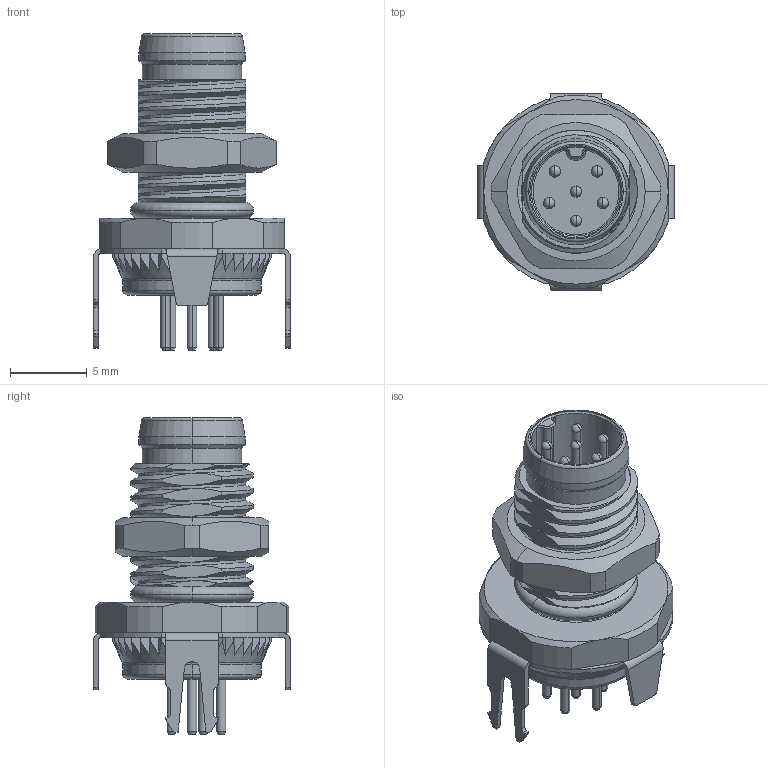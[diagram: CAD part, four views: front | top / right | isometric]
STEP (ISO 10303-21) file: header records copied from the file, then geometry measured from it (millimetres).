
FILE_DESCRIPTION((''),'2;1');
FILE_NAME('PRT0001226_6','2025-09-23T',('gongcheng16'),(''),'PRO/ENGINEER BY PARAMETRIC TECHNOLOGY CORPORATION, 2010280','PRO/ENGINEER BY PARAMETRIC TECHNOLOGY CORPORATION, 2010280','');
FILE_SCHEMA(('CONFIG_CONTROL_DESIGN'));
Length unit declared in the file: millimetre
Products named in the file (1): PRT0001226_6
Bounding box: 12.8 x 12.8 x 20.6 mm (x, y, z)
Volume: 359.3 mm3; surface area: 2709.7 mm2
Topology: 1 solids, 12 shells, 733 faces, 1832 edges, 1154 vertices
Faces by surface type: plane 312, cylinder 252, cone 94, bspline 43, torus 20, sphere 12
Entity records: 29709 total; most frequent: CARTESIAN_POINT 12374, ORIENTED_EDGE 3640, DIRECTION 3562, EDGE_CURVE 1820, AXIS2_PLACEMENT_3D 1343, VERTEX_POINT 1154, VECTOR 876, LINE 876
